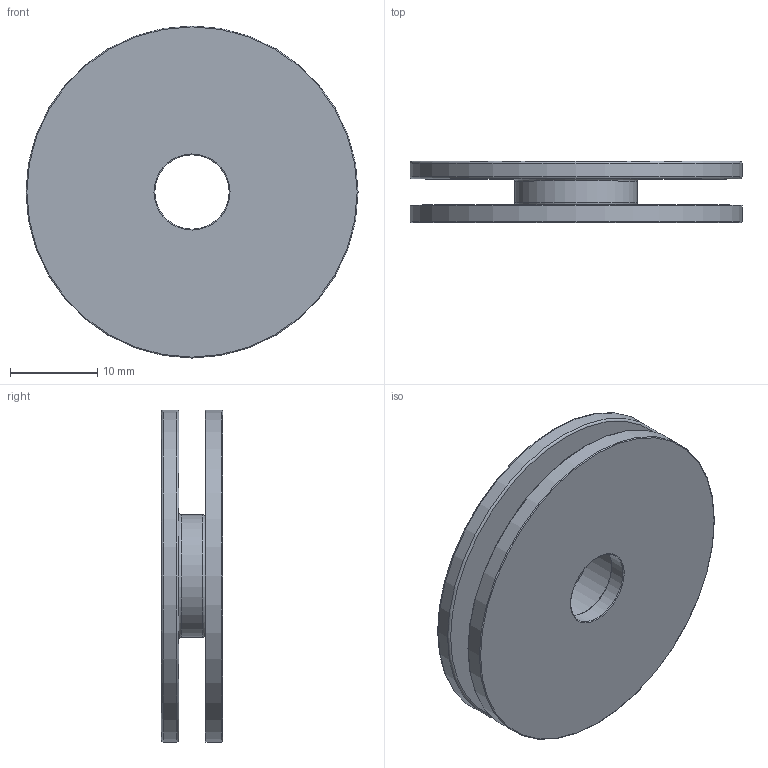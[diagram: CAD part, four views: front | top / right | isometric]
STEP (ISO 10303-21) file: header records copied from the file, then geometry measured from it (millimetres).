
FILE_DESCRIPTION (( 'STEP AP203' ), '1' );
FILE_NAME ('60230-GU.STEP', '2022-11-03T08:44:09', ( '' ), ( '' ), 'SwSTEP 2.0', 'SolidWorks 2018', '' );
FILE_SCHEMA (( 'CONFIG_CONTROL_DESIGN' ));
Length unit declared in the file: millimetre
Products named in the file (3): 60230-GU Teil1_60230-GU Teil1 Keyshot; 60230-GU Teil2_60230-GU Teil2 Keyshot; 60230-GU
Assembly tree (2 placements, depth 2):
  60230-GU
    60230-GU Teil1_60230-GU Teil1 Keyshot
    60230-GU Teil2_60230-GU Teil2 Keyshot
Bounding box: 38 x 7 x 38 mm (x, y, z)
Volume: 4404.9 mm3; surface area: 5013.6 mm2
Topology: 2 solids, 2 shells, 20 faces, 39 edges, 24 vertices
Faces by surface type: torus 10, plane 5, cylinder 5
Full cylindrical faces by diameter (mm): 8.5 x1, 11 x1, 14 x1, 38 x2
Entity records: 717 total; most frequent: DIRECTION 90, CARTESIAN_POINT 65, AXIS2_PLACEMENT_3D 45, ORIENTED_EDGE 40, EDGE_LOOP 40, FACE_OUTER_BOUND 35, PERSON_AND_ORGANIZATION 26, ADVANCED_FACE 20
